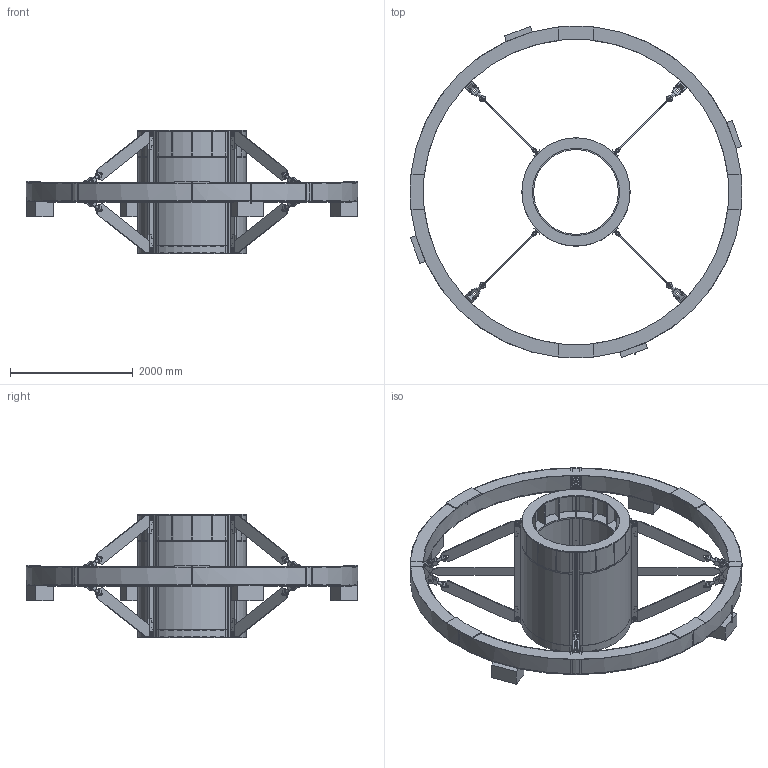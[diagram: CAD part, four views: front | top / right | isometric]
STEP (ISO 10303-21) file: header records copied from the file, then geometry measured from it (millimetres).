
FILE_DESCRIPTION (( 'STEP AP214' ), '1' );
FILE_NAME ('DESI Upper Structure.STEP', '2016-09-15T23:44:44', ( 'Pat' ), ( 'Microsoft' ), 'SwSTEP 2.0', 'SolidWorks 2016', '' );
FILE_SCHEMA (( 'AUTOMOTIVE_DESIGN' ));
Length unit declared in the file: inch
Products named in the file (7): calibrationlampsidecable; calibrationlampcable; cal lamp dummy box; upper structure dummy middle spider vane; DESI_UPPERRING-SHELL_5-8-2014; DESI_UPPERRING-SPPRTS-CAGE-HEXAPOD_5-8-2014_wipe out hexapods; DESI Upper Structure
Assembly tree (12 placements, depth 2):
  DESI Upper Structure
    DESI_UPPERRING-SPPRTS-CAGE-HEXAPOD_5-8-2014_wipe out hexapods
    DESI_UPPERRING-SHELL_5-8-2014
    upper structure dummy middle spider vane  x4
    cal lamp dummy box  x4
    calibrationlampcable
    calibrationlampsidecable
Bounding box: 5410.2 x 5410.2 x 2020 mm (x, y, z)
Volume: 612703074.3 mm3; surface area: 82466404.8 mm2
Topology: 84 solids, 93 shells, 1443 faces, 3492 edges, 2268 vertices
Faces by surface type: plane 779, cylinder 514, cone 144, torus 6
Entity records: 60599 total; most frequent: CARTESIAN_POINT 7462, DIRECTION 7344, ORIENTED_EDGE 6692, EDGE_CURVE 3346, AXIS2_PLACEMENT_3D 2638, VERTEX_POINT 2208, VECTOR 2068, LINE 2068
